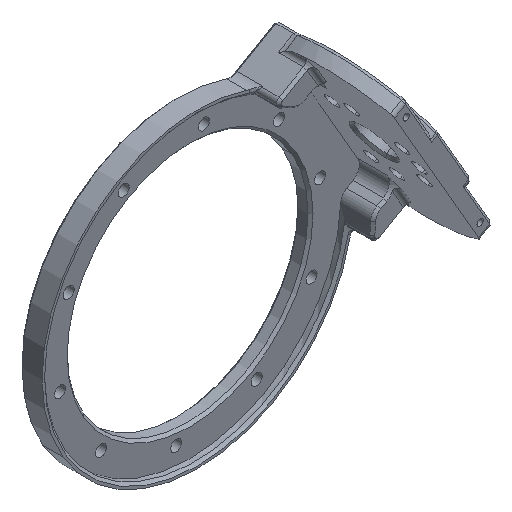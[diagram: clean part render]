
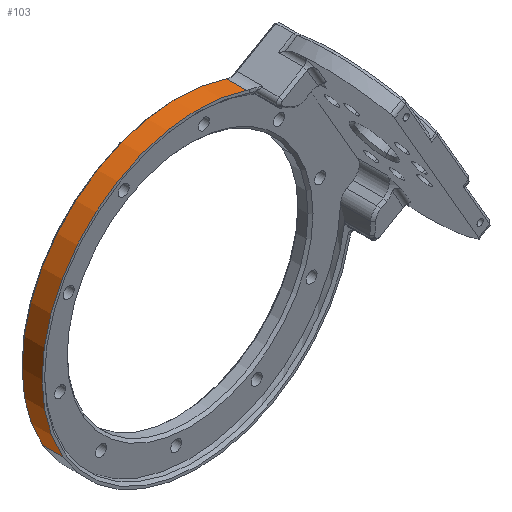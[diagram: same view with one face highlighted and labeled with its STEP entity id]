
A CAD part, isometric view. The second image highlights one B-rep face of the part: STEP entity #103.
In plain terms, the highlighted cylindrical face has radius 62 mm (diameter 124 mm), a partial arc.
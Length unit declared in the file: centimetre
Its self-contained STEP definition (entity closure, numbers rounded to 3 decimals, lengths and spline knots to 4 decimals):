
#103=ADVANCED_FACE('',(#281),#3009,.T.);
#281=FACE_OUTER_BOUND('',#459,.T.);
#459=EDGE_LOOP('',(#821,#822,#823,#824));
#821=ORIENTED_EDGE('',*,*,#1668,.F.);
#822=ORIENTED_EDGE('',*,*,#1687,.T.);
#823=ORIENTED_EDGE('',*,*,#1688,.T.);
#824=ORIENTED_EDGE('',*,*,#1689,.T.);
#1668=EDGE_CURVE('',#2752,#2753,#2051,.T.);
#1687=EDGE_CURVE('',#2752,#2777,#2270,.T.);
#1688=EDGE_CURVE('',#2777,#2778,#2067,.T.);
#1689=EDGE_CURVE('',#2778,#2753,#2271,.T.);
#2051=B_SPLINE_CURVE_WITH_KNOTS('',1,(#5801,#5802),.UNSPECIFIED.,.F.,.F.,
(2,2),(0.,8.),.UNSPECIFIED.);
#2067=B_SPLINE_CURVE_WITH_KNOTS('',1,(#5849,#5850),.UNSPECIFIED.,.F.,.F.,
(2,2),(0.,8.),.UNSPECIFIED.);
#2270=TRIMMED_CURVE($,#2478,(#5847),(#5848),.T.,.CARTESIAN.);
#2271=TRIMMED_CURVE($,#2479,(#5852),(#5853),.T.,.CARTESIAN.);
#2478=CIRCLE('',#3354,6.2);
#2479=CIRCLE('',#3355,6.2);
#2752=VERTEX_POINT('',#5308);
#2753=VERTEX_POINT('',#5309);
#2777=VERTEX_POINT('',#5333);
#2778=VERTEX_POINT('',#5334);
#3009=CYLINDRICAL_SURFACE('',#3188,6.2);
#3188=AXIS2_PLACEMENT_3D('',#4272,#3527,$);
#3354=AXIS2_PLACEMENT_3D($,#5846,#3763,#3764);
#3355=AXIS2_PLACEMENT_3D($,#5851,#3765,#3766);
#3527=DIRECTION('',(0.,1.,0.));
#3763=DIRECTION('',(0.,1.,0.));
#3764=DIRECTION('',(-0.866,0.,-0.5));
#3765=DIRECTION('',(0.,-1.,0.));
#3766=DIRECTION('',(0.317,0.,0.948));
#4272=CARTESIAN_POINT('',(-380.9662,392.714,22.1038));
#5308=CARTESIAN_POINT('',(-386.3355,392.314,19.0038));
#5309=CARTESIAN_POINT('',(-386.3355,393.114,19.0038));
#5333=CARTESIAN_POINT('',(-379.001,392.314,27.9841));
#5334=CARTESIAN_POINT('',(-379.001,393.114,27.9841));
#5801=CARTESIAN_POINT('',(-386.3355,392.314,19.0038));
#5802=CARTESIAN_POINT('',(-386.3355,393.114,19.0038));
#5846=CARTESIAN_POINT('',(-380.9662,392.314,22.1038));
#5847=CARTESIAN_POINT('',(-386.3355,392.314,19.0038));
#5848=CARTESIAN_POINT('',(-379.001,392.314,27.9841));
#5849=CARTESIAN_POINT('',(-379.001,392.314,27.9841));
#5850=CARTESIAN_POINT('',(-379.001,393.114,27.9841));
#5851=CARTESIAN_POINT('',(-380.9662,393.114,22.1038));
#5852=CARTESIAN_POINT('',(-379.001,393.114,27.9841));
#5853=CARTESIAN_POINT('',(-386.3355,393.114,19.0038));
